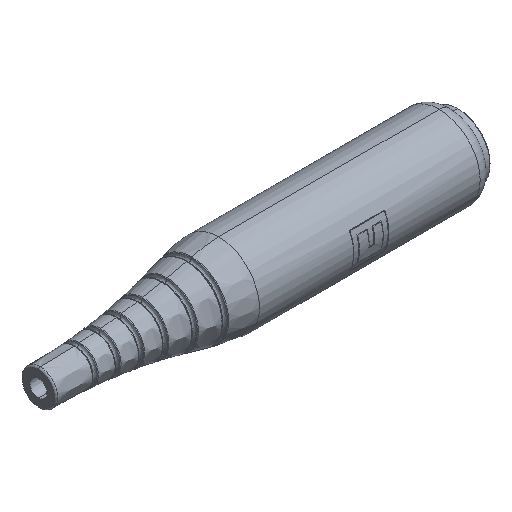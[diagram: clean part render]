
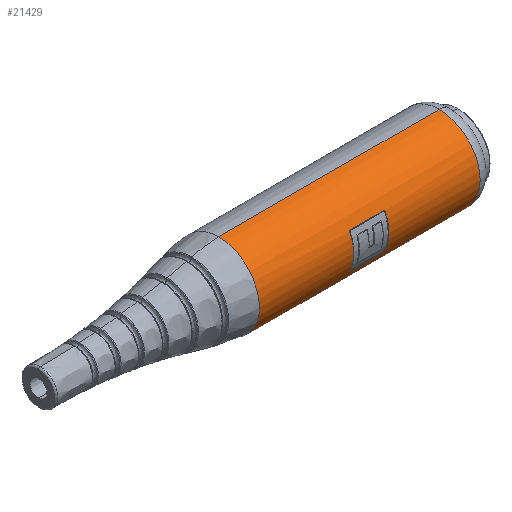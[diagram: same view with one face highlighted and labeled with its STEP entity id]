
A CAD part, isometric view. The second image highlights one B-rep face of the part: STEP entity #21429.
In plain terms, the highlighted cylindrical face has radius 5.85 mm (diameter 11.7 mm), a partial arc.
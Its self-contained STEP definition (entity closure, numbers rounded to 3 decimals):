
#215 = EDGE_CURVE ( 'NONE', #23832, #24125, #11734, .T. ) ;
#547 = AXIS2_PLACEMENT_3D ( 'NONE', #25887, #14959, #23700 ) ;
#862 = ORIENTED_EDGE ( 'NONE', *, *, #24111, .T. ) ;
#1107 = AXIS2_PLACEMENT_3D ( 'NONE', #1581, #8263, #19386 ) ;
#1230 = AXIS2_PLACEMENT_3D ( 'NONE', #8106, #21135, #25914 ) ;
#1452 = DIRECTION ( 'NONE',  ( 1., 0., 0. ) ) ;
#1581 = CARTESIAN_POINT ( 'NONE',  ( 15.827, 0., 0. ) ) ;
#2278 = ORIENTED_EDGE ( 'NONE', *, *, #9859, .T. ) ;
#2979 = FACE_OUTER_BOUND ( 'NONE', #10954, .T. ) ;
#3644 = VECTOR ( 'NONE', #19732, 1000. ) ;
#3997 = CARTESIAN_POINT ( 'NONE',  ( 29.3, 0., -5.85 ) ) ;
#4245 = DIRECTION ( 'NONE',  ( -1., 0., 0. ) ) ;
#4883 = CIRCLE ( 'NONE', #1230, 5.85 ) ;
#5008 = CARTESIAN_POINT ( 'NONE',  ( 0., 0., 0. ) ) ;
#5061 = VERTEX_POINT ( 'NONE', #19614 ) ;
#5159 = DIRECTION ( 'NONE',  ( -1., 0., 0. ) ) ;
#5995 = CARTESIAN_POINT ( 'NONE',  ( -2.196, 0., 5.85 ) ) ;
#6071 = CARTESIAN_POINT ( 'NONE',  ( 29.3, 0., 5.85 ) ) ;
#6222 = VERTEX_POINT ( 'NONE', #9050 ) ;
#6805 = ORIENTED_EDGE ( 'NONE', *, *, #27700, .T. ) ;
#7354 = ORIENTED_EDGE ( 'NONE', *, *, #21178, .T. ) ;
#8106 = CARTESIAN_POINT ( 'NONE',  ( 29.3, 0., 0. ) ) ;
#8263 = DIRECTION ( 'NONE',  ( 1., 0., 0. ) ) ;
#8295 = DIRECTION ( 'NONE',  ( -1., 0., 0. ) ) ;
#8458 = VECTOR ( 'NONE', #1452, 1000. ) ;
#9050 = CARTESIAN_POINT ( 'NONE',  ( 10.832, 5.29, -2.497 ) ) ;
#9859 = EDGE_CURVE ( 'NONE', #26396, #28315, #4883, .T. ) ;
#10201 = ORIENTED_EDGE ( 'NONE', *, *, #27340, .T. ) ;
#10954 = EDGE_LOOP ( 'NONE', ( #2278, #12604, #7354, #11511 ) ) ;
#11176 = EDGE_CURVE ( 'NONE', #28315, #17209, #12973, .T. ) ;
#11358 = CIRCLE ( 'NONE', #1107, 5.85 ) ;
#11511 = ORIENTED_EDGE ( 'NONE', *, *, #13062, .F. ) ;
#11734 = LINE ( 'NONE', #13794, #11899 ) ;
#11899 = VECTOR ( 'NONE', #5159, 1000. ) ;
#12604 = ORIENTED_EDGE ( 'NONE', *, *, #11176, .T. ) ;
#12962 = CARTESIAN_POINT ( 'NONE',  ( 10.832, 5.29, 2.498 ) ) ;
#12965 = VERTEX_POINT ( 'NONE', #5995 ) ;
#12973 = LINE ( 'NONE', #28286, #22709 ) ;
#13062 = EDGE_CURVE ( 'NONE', #26396, #12965, #24083, .T. ) ;
#13100 = CIRCLE ( 'NONE', #547, 5.85 ) ;
#13141 = DIRECTION ( 'NONE',  ( 0., 0., 1. ) ) ;
#13302 = CARTESIAN_POINT ( 'NONE',  ( 0., 0., 5.85 ) ) ;
#13693 = AXIS2_PLACEMENT_3D ( 'NONE', #24223, #4245, #13141 ) ;
#13794 = CARTESIAN_POINT ( 'NONE',  ( 0., 5.29, 2.498 ) ) ;
#13921 = FACE_BOUND ( 'NONE', #15426, .T. ) ;
#14959 = DIRECTION ( 'NONE',  ( 1., 0., 0. ) ) ;
#15360 = ORIENTED_EDGE ( 'NONE', *, *, #215, .T. ) ;
#15426 = EDGE_LOOP ( 'NONE', ( #15360, #6805, #862, #10201 ) ) ;
#16414 = DIRECTION ( 'NONE',  ( 0., 0., 1. ) ) ;
#17209 = VERTEX_POINT ( 'NONE', #21405 ) ;
#18266 = CARTESIAN_POINT ( 'NONE',  ( 15.827, 5.29, 2.498 ) ) ;
#18597 = DIRECTION ( 'NONE',  ( -1., 0., 0. ) ) ;
#18738 = CYLINDRICAL_SURFACE ( 'NONE', #26149, 5.85 ) ;
#19386 = DIRECTION ( 'NONE',  ( 0., 0., 1. ) ) ;
#19614 = CARTESIAN_POINT ( 'NONE',  ( 15.827, 5.29, -2.497 ) ) ;
#19732 = DIRECTION ( 'NONE',  ( -1., 0., 0. ) ) ;
#19843 = LINE ( 'NONE', #21580, #8458 ) ;
#21135 = DIRECTION ( 'NONE',  ( -1., 0., 0. ) ) ;
#21178 = EDGE_CURVE ( 'NONE', #17209, #12965, #13100, .T. ) ;
#21405 = CARTESIAN_POINT ( 'NONE',  ( -2.196, 0., -5.85 ) ) ;
#21429 = ADVANCED_FACE ( 'NONE', ( #13921, #2979 ), #18738, .T. ) ;
#21580 = CARTESIAN_POINT ( 'NONE',  ( 0., 5.29, -2.497 ) ) ;
#22709 = VECTOR ( 'NONE', #8295, 1000. ) ;
#23700 = DIRECTION ( 'NONE',  ( 0., 0., 1. ) ) ;
#23832 = VERTEX_POINT ( 'NONE', #18266 ) ;
#24083 = LINE ( 'NONE', #13302, #3644 ) ;
#24111 = EDGE_CURVE ( 'NONE', #6222, #5061, #19843, .T. ) ;
#24125 = VERTEX_POINT ( 'NONE', #12962 ) ;
#24223 = CARTESIAN_POINT ( 'NONE',  ( 10.832, 0., 0. ) ) ;
#25887 = CARTESIAN_POINT ( 'NONE',  ( -2.196, 0., 0. ) ) ;
#25914 = DIRECTION ( 'NONE',  ( 0., 0., 1. ) ) ;
#26149 = AXIS2_PLACEMENT_3D ( 'NONE', #5008, #18597, #16414 ) ;
#26252 = CIRCLE ( 'NONE', #13693, 5.85 ) ;
#26396 = VERTEX_POINT ( 'NONE', #6071 ) ;
#27340 = EDGE_CURVE ( 'NONE', #5061, #23832, #11358, .T. ) ;
#27700 = EDGE_CURVE ( 'NONE', #24125, #6222, #26252, .T. ) ;
#28286 = CARTESIAN_POINT ( 'NONE',  ( 0., 0., -5.85 ) ) ;
#28315 = VERTEX_POINT ( 'NONE', #3997 ) ;
